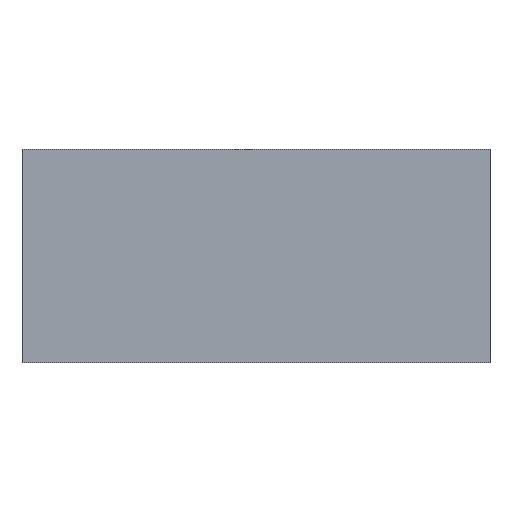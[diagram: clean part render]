
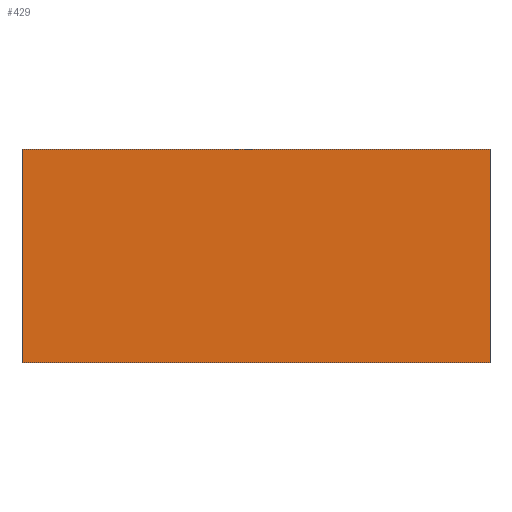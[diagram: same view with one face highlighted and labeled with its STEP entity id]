
A CAD part, left-side view. The second image highlights one B-rep face of the part: STEP entity #429.
In plain terms, the highlighted planar face has unit normal (-1, 0, 0).
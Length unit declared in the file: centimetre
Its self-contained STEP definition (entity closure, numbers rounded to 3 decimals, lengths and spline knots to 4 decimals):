
#117=VERTEX_POINT('',#540);
#118=VERTEX_POINT('',#542);
#143=VERTEX_POINT('',#614);
#144=VERTEX_POINT('',#618);
#150=VECTOR('',#463,1.);
#178=VECTOR('',#519,1.);
#181=VECTOR('',#523,1.);
#183=VECTOR('',#527,1.);
#189=LINE('',#541,#150);
#217=LINE('',#613,#178);
#220=LINE('',#619,#181);
#222=LINE('',#623,#183);
#228=EDGE_CURVE('',#118,#117,#189,.T.);
#262=EDGE_CURVE('',#143,#118,#217,.T.);
#265=EDGE_CURVE('',#117,#144,#220,.T.);
#267=EDGE_CURVE('',#144,#143,#222,.T.);
#341=ORIENTED_EDGE('',*,*,#265,.T.);
#342=ORIENTED_EDGE('',*,*,#267,.T.);
#343=ORIENTED_EDGE('',*,*,#262,.T.);
#344=ORIENTED_EDGE('',*,*,#228,.T.);
#382=EDGE_LOOP('',(#341,#342,#343,#344));
#409=FACE_BOUND('',#382,.T.);
#429=ADVANCED_FACE('',(#409),#639,.T.);
#454=AXIS2_PLACEMENT_3D('',#622,#526,$);
#463=DIRECTION('',(0.,1.,0.));
#519=DIRECTION('',(0.,0.,1.));
#523=DIRECTION('',(0.,0.,-1.));
#526=DIRECTION('',(-1.,0.,0.));
#527=DIRECTION('',(0.,-1.,0.));
#540=CARTESIAN_POINT('',(-1.5365,0.41,0.488));
#541=CARTESIAN_POINT('',(-1.5365,0.,0.488));
#542=CARTESIAN_POINT('',(-1.5365,-0.66,0.488));
#613=CARTESIAN_POINT('',(-1.5365,-0.66,0.));
#614=CARTESIAN_POINT('',(-1.5365,-0.66,0.));
#618=CARTESIAN_POINT('',(-1.5365,0.41,0.));
#619=CARTESIAN_POINT('',(-1.5365,0.41,0.1171));
#622=CARTESIAN_POINT('',(-1.5365,0.33,0.));
#623=CARTESIAN_POINT('',(-1.5365,0.,0.));
#639=PLANE('',#454);
